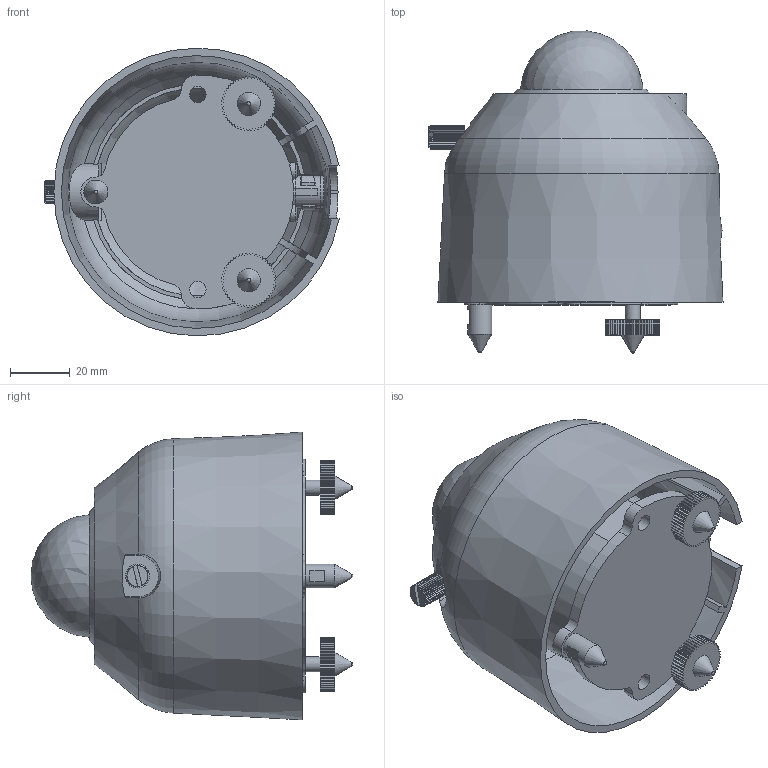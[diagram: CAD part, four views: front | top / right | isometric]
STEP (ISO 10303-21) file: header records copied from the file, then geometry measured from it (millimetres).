
FILE_DESCRIPTION (( 'STEP AP203' ), '1' );
FILE_NAME ('MS-60_Model3.STEP', '2020-09-17T08:18:11', ( '' ), ( '' ), 'SwSTEP 2.0', 'SolidWorks 2017', '' );
FILE_SCHEMA (( 'CONFIG_CONTROL_DESIGN' ));
Length unit declared in the file: millimetre
Products named in the file (1): MS-60_Model3
Bounding box: 98.15 x 107.4 x 96 mm (x, y, z)
Volume: 265271.5 mm3; surface area: 69922.8 mm2
Topology: 2 solids, 2 shells, 834 faces, 2251 edges, 1448 vertices
Faces by surface type: plane 487, cylinder 240, cone 86, sphere 8, torus 7, bspline 6
Full cylindrical faces by diameter (mm): 1 x5, 3 x1, 3.5 x1, 3.9 x1, 5 x4, 5.5 x2, 5.6 x4, 8 x1, 8.3 x1, 10.7 x1, 10.9 x1, 11 x1, 59 x1
Entity records: 26637 total; most frequent: CARTESIAN_POINT 5836, ORIENTED_EDGE 4362, DIRECTION 4309, EDGE_CURVE 2181, AXIS2_PLACEMENT_3D 1507, VERTEX_POINT 1422, LINE 1295, VECTOR 1295
